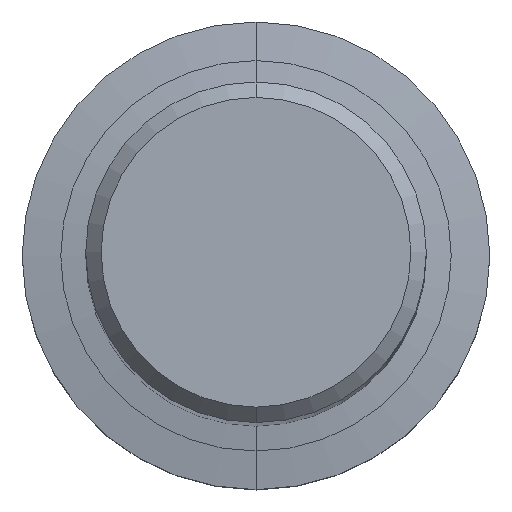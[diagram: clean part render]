
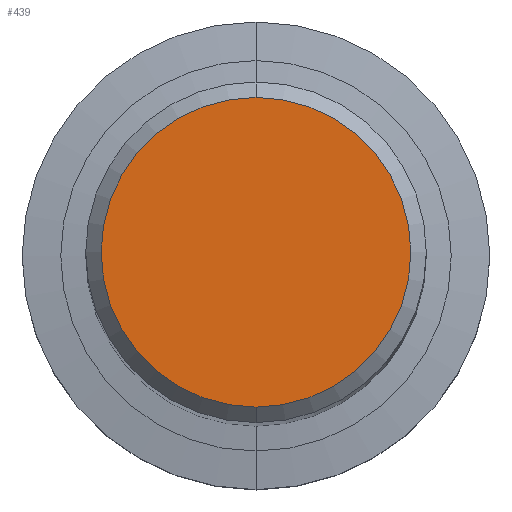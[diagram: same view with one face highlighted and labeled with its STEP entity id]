
A CAD part, top view. The second image highlights one B-rep face of the part: STEP entity #439.
In plain terms, the highlighted planar face has unit normal (0, 0, 1).
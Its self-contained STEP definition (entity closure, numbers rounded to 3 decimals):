
#209=EDGE_CURVE('',#237,#315,#564,.T.);
#237=VERTEX_POINT('',#595);
#315=VERTEX_POINT('',#681);
#353=EDGE_CURVE('',#315,#237,#721,.T.);
#439=ADVANCED_FACE('',(#817),#818,.T.);
#564=CIRCLE('',#951,10.0);
#595=CARTESIAN_POINT('',(0.0,10.0,0.0));
#681=CARTESIAN_POINT('',(0.,-10.0,0.0));
#721=CIRCLE('',#1308,10.0);
#817=FACE_OUTER_BOUND('',#1579,.T.);
#818=PLANE('',#1580);
#951=AXIS2_PLACEMENT_3D('',#1813,#1814,#1815);
#1308=AXIS2_PLACEMENT_3D('',#1987,#1988,#1989);
#1579=EDGE_LOOP('',(#2090,#2091));
#1580=AXIS2_PLACEMENT_3D('',#2092,#2093,#2094);
#1813=CARTESIAN_POINT('',(0.0,0.0,0.0));
#1814=DIRECTION('',(0.0,0.0,-1.0));
#1815=DIRECTION('',(0.0,1.0,0.0));
#1987=CARTESIAN_POINT('',(0.0,0.0,0.0));
#1988=DIRECTION('',(0.0,0.0,-1.0));
#1989=DIRECTION('',(0.0,1.0,0.0));
#2090=ORIENTED_EDGE('',*,*,#209,.F.);
#2091=ORIENTED_EDGE('',*,*,#353,.F.);
#2092=CARTESIAN_POINT('',(0.0,5.0,0.0));
#2093=DIRECTION('',(-0.0,0.0,1.0));
#2094=DIRECTION('',(0.0,-1.0,0.0));
